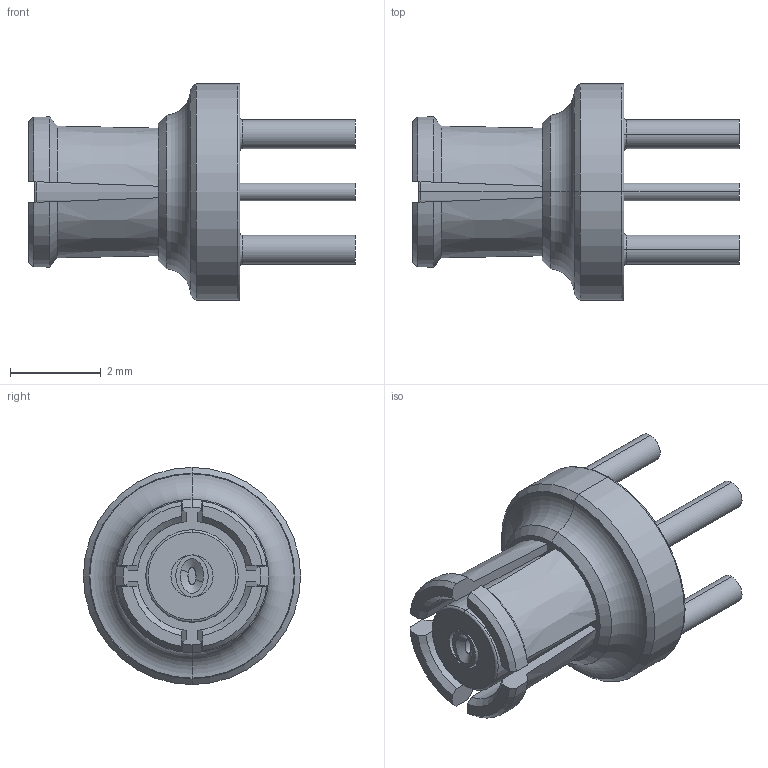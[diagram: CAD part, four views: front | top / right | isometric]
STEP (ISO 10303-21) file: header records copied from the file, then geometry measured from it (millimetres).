
FILE_DESCRIPTION (( 'STEP AP203' ), '1' );
FILE_NAME ('PE44939.step', '2018-09-12T20:02:49', ( '' ), ( '' ), 'SwSTEP 2.0', 'SolidWorks 2017', '' );
FILE_SCHEMA (( 'CONFIG_CONTROL_DESIGN' ));
Length unit declared in the file: inch
Products named in the file (1): PE44939
Bounding box: 7.19 x 4.78 x 4.78 mm (x, y, z)
Volume: 43.5 mm3; surface area: 155.2 mm2
Topology: 2 solids, 2 shells, 104 faces, 232 edges, 148 vertices
Faces by surface type: plane 28, cylinder 28, cone 20, bspline 14, torus 14
Entity records: 3363 total; most frequent: CARTESIAN_POINT 1113, ORIENTED_EDGE 464, DIRECTION 442, EDGE_CURVE 232, AXIS2_PLACEMENT_3D 197, VERTEX_POINT 148, EDGE_LOOP 122, CIRCLE 106
